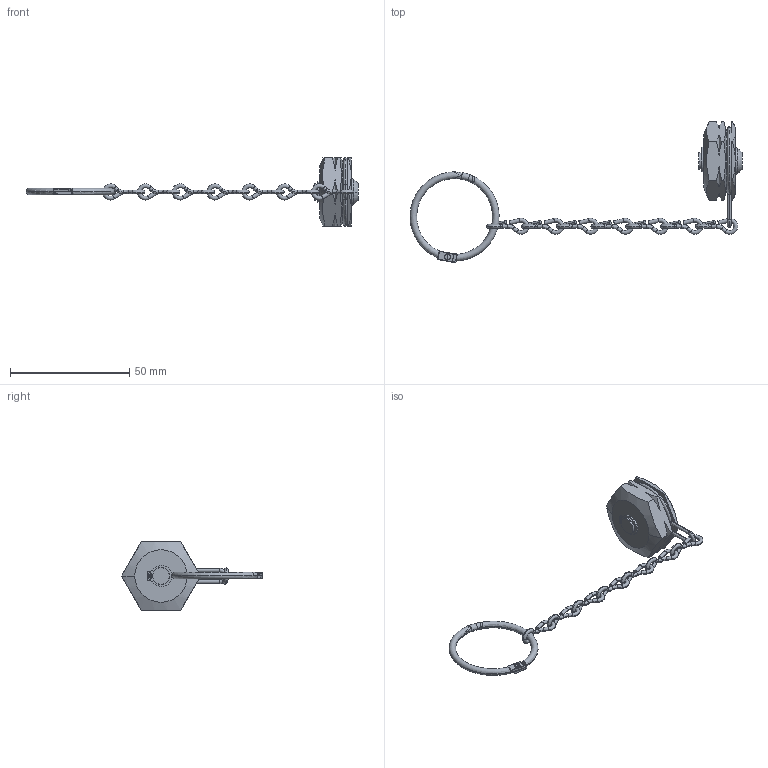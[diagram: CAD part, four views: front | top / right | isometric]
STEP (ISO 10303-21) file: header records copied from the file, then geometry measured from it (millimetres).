
FILE_DESCRIPTION (( 'STEP AP203' ), '1' );
FILE_NAME ('CAP-GT350BR-TVR.STEP', '2025-08-20T16:41:59', ( '' ), ( '' ), 'SwSTEP 2.0', 'SolidWorks 2018', '' );
FILE_SCHEMA (( 'CONFIG_CONTROL_DESIGN' ));
Length unit declared in the file: inch
Products named in the file (11): ASY-000291; PRT-002245_RING-1.187D HALF; ASY-000418_Straight Chain; PRT-001092; PRT-002255_SMALL PIN; PRT-000113; PRT-000118; CAP-GT350BR-TVR; PRT-000010; PRT-002239_BRASS; PRT-004001_97633A150
Assembly tree (17 placements, depth 3):
  CAP-GT350BR-TVR
    PRT-001092
    PRT-000118
    PRT-000113
    PRT-004001_97633A150
    PRT-000010
    ASY-000418_Straight Chain
      PRT-002239_BRASS  x7
    ASY-000291
      PRT-002245_RING-1.187D HALF  x2
      PRT-002255_SMALL PIN
Bounding box: 139.05 x 58.94 x 28.57 mm (x, y, z)
Volume: 8074.3 mm3; surface area: 7957.6 mm2
Topology: 15 solids, 15 shells, 387 faces, 892 edges, 530 vertices
Faces by surface type: cylinder 142, torus 82, plane 69, bspline 39, cone 35, sphere 20
Entity records: 9626 total; most frequent: CARTESIAN_POINT 3328, DIRECTION 1090, ORIENTED_EDGE 1010, EDGE_CURVE 505, AXIS2_PLACEMENT_3D 468, VERTEX_POINT 309, CIRCLE 238, EDGE_LOOP 236
